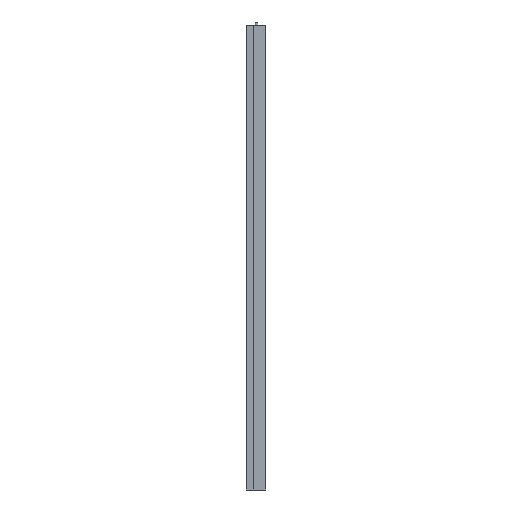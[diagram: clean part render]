
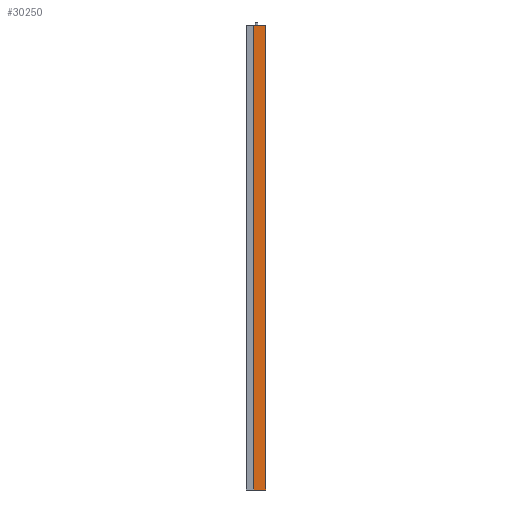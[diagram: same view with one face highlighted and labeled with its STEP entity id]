
A CAD part, left-side view. The second image highlights one B-rep face of the part: STEP entity #30250.
In plain terms, the highlighted planar face has unit normal (-1, 0, 0).
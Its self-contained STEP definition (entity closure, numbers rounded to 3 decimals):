
#223 = DIRECTION ( 'NONE',  ( 0., 0., 1. ) ) ;
#1597 = AXIS2_PLACEMENT_3D ( 'NONE', #22709, #35686, #34753 ) ;
#2691 = CARTESIAN_POINT ( 'NONE',  ( -10.13, 27.938, -542. ) ) ;
#3747 = CARTESIAN_POINT ( 'NONE',  ( -10.13, 27.938, 542. ) ) ;
#4621 = LINE ( 'NONE', #16260, #6002 ) ;
#5619 = DIRECTION ( 'NONE',  ( 0., -1., 0. ) ) ;
#6002 = VECTOR ( 'NONE', #28298, 1000. ) ;
#9046 = FACE_OUTER_BOUND ( 'NONE', #36937, .T. ) ;
#10012 = EDGE_CURVE ( 'NONE', #17452, #22080, #15402, .T. ) ;
#10852 = CARTESIAN_POINT ( 'NONE',  ( -10.13, 0.3, 542. ) ) ;
#11160 = ORIENTED_EDGE ( 'NONE', *, *, #14153, .T. ) ;
#11331 = CARTESIAN_POINT ( 'NONE',  ( -10.13, 0., 542. ) ) ;
#12113 = LINE ( 'NONE', #11331, #32123 ) ;
#12196 = LINE ( 'NONE', #36642, #29011 ) ;
#14153 = EDGE_CURVE ( 'NONE', #30464, #17452, #12196, .T. ) ;
#15402 = LINE ( 'NONE', #30969, #22379 ) ;
#16260 = CARTESIAN_POINT ( 'NONE',  ( -10.13, 27.938, 542. ) ) ;
#16970 = ORIENTED_EDGE ( 'NONE', *, *, #20285, .F. ) ;
#17452 = VERTEX_POINT ( 'NONE', #19567 ) ;
#19567 = CARTESIAN_POINT ( 'NONE',  ( -10.13, 0.3, -542. ) ) ;
#20285 = EDGE_CURVE ( 'NONE', #33245, #22080, #12113, .T. ) ;
#21073 = PLANE ( 'NONE',  #1597 ) ;
#22080 = VERTEX_POINT ( 'NONE', #10852 ) ;
#22379 = VECTOR ( 'NONE', #223, 1000. ) ;
#22709 = CARTESIAN_POINT ( 'NONE',  ( -10.13, 0., 542. ) ) ;
#27971 = DIRECTION ( 'NONE',  ( 0., -1., 0. ) ) ;
#28298 = DIRECTION ( 'NONE',  ( 0., 0., -1. ) ) ;
#29011 = VECTOR ( 'NONE', #27971, 1000. ) ;
#29922 = EDGE_CURVE ( 'NONE', #33245, #30464, #4621, .T. ) ;
#30250 = ADVANCED_FACE ( 'NONE', ( #9046 ), #21073, .F. ) ;
#30464 = VERTEX_POINT ( 'NONE', #2691 ) ;
#30969 = CARTESIAN_POINT ( 'NONE',  ( -10.13, 0.3, 542. ) ) ;
#32123 = VECTOR ( 'NONE', #5619, 1000. ) ;
#33245 = VERTEX_POINT ( 'NONE', #3747 ) ;
#33607 = ORIENTED_EDGE ( 'NONE', *, *, #29922, .T. ) ;
#33777 = ORIENTED_EDGE ( 'NONE', *, *, #10012, .T. ) ;
#34753 = DIRECTION ( 'NONE',  ( 0., 1., 0. ) ) ;
#35686 = DIRECTION ( 'NONE',  ( 1., 0., 0. ) ) ;
#36642 = CARTESIAN_POINT ( 'NONE',  ( -10.13, 0., -542. ) ) ;
#36937 = EDGE_LOOP ( 'NONE', ( #11160, #33777, #16970, #33607 ) ) ;
